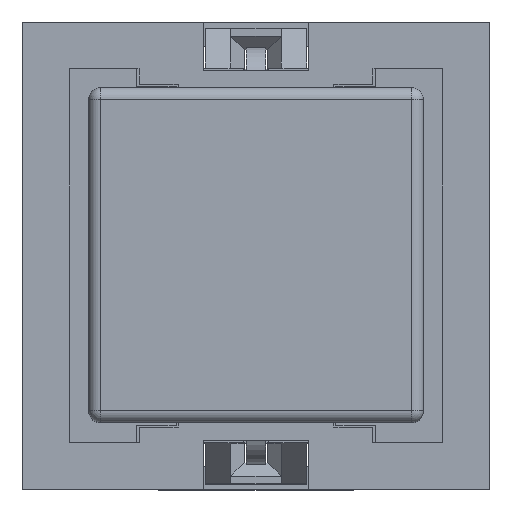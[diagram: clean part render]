
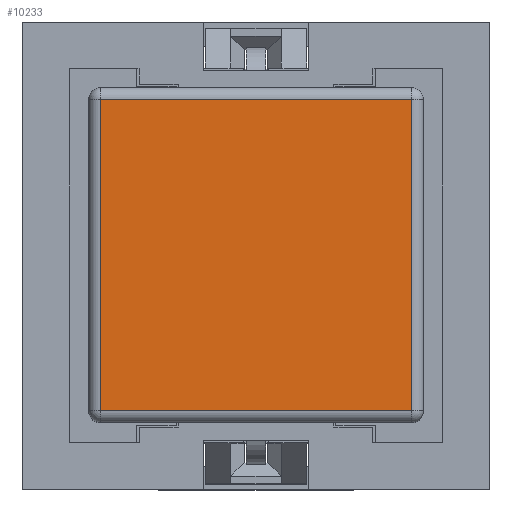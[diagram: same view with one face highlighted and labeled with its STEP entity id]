
A CAD part, top view. The second image highlights one B-rep face of the part: STEP entity #10233.
In plain terms, the highlighted planar face has unit normal (0, 0, 1).
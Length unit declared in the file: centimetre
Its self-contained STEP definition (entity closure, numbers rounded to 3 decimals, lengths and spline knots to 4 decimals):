
#700=FACE_OUTER_BOUND('',#1245,.T.);
#1245=EDGE_LOOP('',(#8057,#8058,#8059,#8060));
#2262=LINE('',#16118,#3523);
#2264=LINE('',#16121,#3525);
#2268=LINE('',#16127,#3529);
#2272=LINE('',#16133,#3533);
#3523=VECTOR('',#12734,1.);
#3525=VECTOR('',#12738,1.);
#3529=VECTOR('',#12746,1.);
#3533=VECTOR('',#12754,1.);
#4640=VERTEX_POINT('',#16089);
#4643=VERTEX_POINT('',#16096);
#4645=VERTEX_POINT('',#16101);
#4647=VERTEX_POINT('',#16107);
#5882=EDGE_CURVE('',#4645,#4647,#2262,.T.);
#5884=EDGE_CURVE('',#4647,#4643,#2264,.T.);
#5888=EDGE_CURVE('',#4640,#4645,#2268,.T.);
#5892=EDGE_CURVE('',#4643,#4640,#2272,.T.);
#8057=ORIENTED_EDGE('',*,*,#5882,.F.);
#8058=ORIENTED_EDGE('',*,*,#5888,.F.);
#8059=ORIENTED_EDGE('',*,*,#5892,.F.);
#8060=ORIENTED_EDGE('',*,*,#5884,.F.);
#9764=PLANE('',#10899);
#10233=ADVANCED_FACE('',(#700),#9764,.T.);
#10899=AXIS2_PLACEMENT_3D('',#16139,#12763,#12764);
#12734=DIRECTION('',(0.,1.,0.));
#12738=DIRECTION('',(1.,0.,0.));
#12746=DIRECTION('',(-1.,0.,0.));
#12754=DIRECTION('',(0.,-1.,0.));
#12763=DIRECTION('center_axis',(0.,0.,
1.));
#12764=DIRECTION('ref_axis',(1.,0.,0.));
#16089=CARTESIAN_POINT('',(0.4,-0.4,1.95));
#16096=CARTESIAN_POINT('',(0.4,0.4,1.95));
#16101=CARTESIAN_POINT('',(-0.4,-0.4,1.95));
#16107=CARTESIAN_POINT('',(-0.4,0.4,1.95));
#16118=CARTESIAN_POINT('',(-0.4,-0.215,1.95));
#16121=CARTESIAN_POINT('',(-0.215,0.4,1.95));
#16127=CARTESIAN_POINT('',(0.215,-0.4,1.95));
#16133=CARTESIAN_POINT('',(0.4,0.215,1.95));
#16139=CARTESIAN_POINT('Origin',(0.,0.,
1.95));
